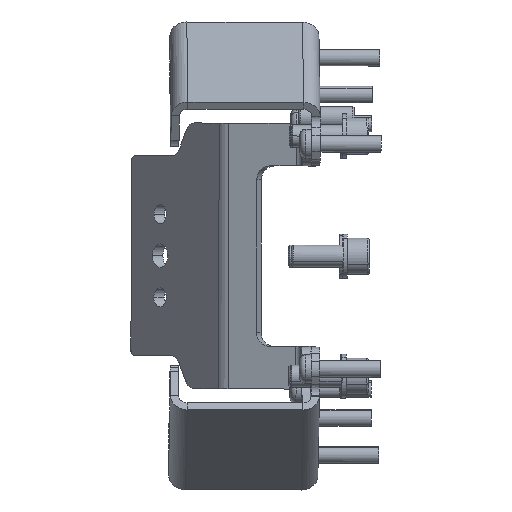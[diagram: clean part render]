
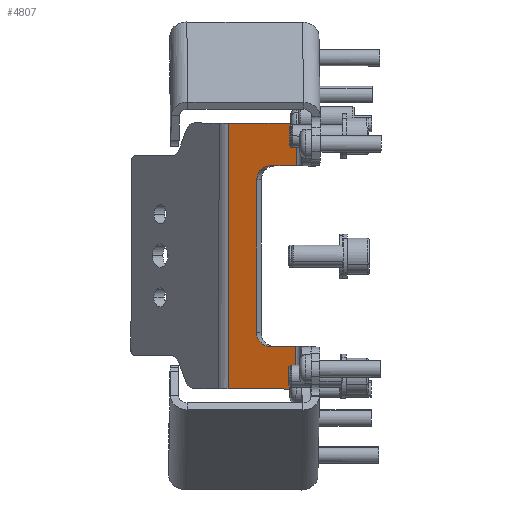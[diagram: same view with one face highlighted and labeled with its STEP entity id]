
A CAD part, front view. The second image highlights one B-rep face of the part: STEP entity #4807.
In plain terms, the highlighted planar face has unit normal (-0.331, -0.944, 0.001).
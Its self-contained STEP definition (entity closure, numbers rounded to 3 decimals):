
#12 = CARTESIAN_POINT ( 'NONE',  ( 1312.527, 82.514, 1782.268 ) ) ;
#222 = CARTESIAN_POINT ( 'NONE',  ( 1326.629, 77.548, 1761.832 ) ) ;
#583 = DIRECTION ( 'NONE',  ( 0.944, -0.331, -0.002 ) ) ;
#591 = CARTESIAN_POINT ( 'NONE',  ( 1302.285, 86.088, 1761.894 ) ) ;
#1097 = VERTEX_POINT ( 'NONE', #2829 ) ;
#1157 = AXIS2_PLACEMENT_3D ( 'NONE', #6356, #14522, #9715 ) ;
#1185 = DIRECTION ( 'NONE',  ( 0.944, -0.331, -0.002 ) ) ;
#1406 = DIRECTION ( 'NONE',  ( 0.003, 0., 1. ) ) ;
#1606 = FACE_OUTER_BOUND ( 'NONE', #1925, .T. ) ;
#1844 = CARTESIAN_POINT ( 'NONE',  ( 1317.245, 80.859, 1782.256 ) ) ;
#1925 = EDGE_LOOP ( 'NONE', ( #13750, #12208, #8173, #8844, #13629, #9694, #5977, #6955, #9822, #8884 ) ) ;
#2149 = VERTEX_POINT ( 'NONE', #222 ) ;
#2484 = LINE ( 'NONE', #8366, #10847 ) ;
#2690 = CIRCLE ( 'NONE', #1157, 5. ) ;
#2829 = CARTESIAN_POINT ( 'NONE',  ( 1302.531, 86.089, 1857.694 ) ) ;
#3025 = VERTEX_POINT ( 'NONE', #12413 ) ;
#3183 = CARTESIAN_POINT ( 'NONE',  ( 1326.668, 77.548, 1777.232 ) ) ;
#3212 = AXIS2_PLACEMENT_3D ( 'NONE', #3993, #11256, #14896 ) ;
#3426 = LINE ( 'NONE', #8190, #11502 ) ;
#3599 = VERTEX_POINT ( 'NONE', #6566 ) ;
#3706 = CARTESIAN_POINT ( 'NONE',  ( 1326.836, 77.549, 1842.231 ) ) ;
#3993 = CARTESIAN_POINT ( 'NONE',  ( 1328.567, 76.853, 1744.727 ) ) ;
#4424 = EDGE_CURVE ( 'NONE', #5707, #3025, #2690, .T. ) ;
#4482 = DIRECTION ( 'NONE',  ( 0.003, 0., 1. ) ) ;
#4733 = EDGE_CURVE ( 'NONE', #15485, #3599, #6035, .T. ) ;
#4807 = ADVANCED_FACE ( 'NONE', ( #1606 ), #7501, .F. ) ;
#4886 = EDGE_CURVE ( 'NONE', #15431, #14331, #9466, .T. ) ;
#5191 = CARTESIAN_POINT ( 'NONE',  ( 1328.611, 76.853, 1761.826 ) ) ;
#5368 = CARTESIAN_POINT ( 'NONE',  ( 1328.65, 76.853, 1777.226 ) ) ;
#5707 = VERTEX_POINT ( 'NONE', #10776 ) ;
#5769 = VECTOR ( 'NONE', #6536, 1000. ) ;
#5820 = LINE ( 'NONE', #11919, #11039 ) ;
#5977 = ORIENTED_EDGE ( 'NONE', *, *, #8127, .T. ) ;
#6035 = LINE ( 'NONE', #6109, #6215 ) ;
#6109 = CARTESIAN_POINT ( 'NONE',  ( 1326.585, 77.548, 1744.732 ) ) ;
#6215 = VECTOR ( 'NONE', #12197, 1000. ) ;
#6356 = CARTESIAN_POINT ( 'NONE',  ( 1317.387, 80.859, 1837.256 ) ) ;
#6471 = VECTOR ( 'NONE', #4482, 1000. ) ;
#6536 = DIRECTION ( 'NONE',  ( -0.944, 0.331, 0.002 ) ) ;
#6566 = CARTESIAN_POINT ( 'NONE',  ( 1326.875, 77.549, 1857.631 ) ) ;
#6955 = ORIENTED_EDGE ( 'NONE', *, *, #4424, .T. ) ;
#7069 = EDGE_CURVE ( 'NONE', #12483, #1097, #8620, .T. ) ;
#7157 = DIRECTION ( 'NONE',  ( 0.944, -0.331, -0.002 ) ) ;
#7501 = PLANE ( 'NONE',  #3212 ) ;
#8127 = EDGE_CURVE ( 'NONE', #14331, #5707, #9162, .T. ) ;
#8173 = ORIENTED_EDGE ( 'NONE', *, *, #8752, .T. ) ;
#8190 = CARTESIAN_POINT ( 'NONE',  ( 1328.818, 76.854, 1842.226 ) ) ;
#8366 = CARTESIAN_POINT ( 'NONE',  ( 1326.585, 77.548, 1744.732 ) ) ;
#8620 = LINE ( 'NONE', #14698, #11208 ) ;
#8752 = EDGE_CURVE ( 'NONE', #12483, #2149, #11936, .T. ) ;
#8844 = ORIENTED_EDGE ( 'NONE', *, *, #12620, .T. ) ;
#8884 = ORIENTED_EDGE ( 'NONE', *, *, #4733, .T. ) ;
#9162 = LINE ( 'NONE', #10276, #6471 ) ;
#9186 = EDGE_CURVE ( 'NONE', #3025, #15485, #3426, .T. ) ;
#9391 = EDGE_CURVE ( 'NONE', #14296, #15431, #11303, .T. ) ;
#9466 = CIRCLE ( 'NONE', #11463, 5. ) ;
#9694 = ORIENTED_EDGE ( 'NONE', *, *, #4886, .T. ) ;
#9715 = DIRECTION ( 'NONE',  ( 0.944, -0.331, -0.002 ) ) ;
#9822 = ORIENTED_EDGE ( 'NONE', *, *, #9186, .T. ) ;
#10276 = CARTESIAN_POINT ( 'NONE',  ( 1312.43, 82.513, 1744.768 ) ) ;
#10654 = DIRECTION ( 'NONE',  ( 0.003, 0., 1. ) ) ;
#10776 = CARTESIAN_POINT ( 'NONE',  ( 1312.668, 82.514, 1837.268 ) ) ;
#10847 = VECTOR ( 'NONE', #10654, 1000. ) ;
#11039 = VECTOR ( 'NONE', #14223, 1000. ) ;
#11104 = DIRECTION ( 'NONE',  ( 0.331, 0.944, -0.001 ) ) ;
#11208 = VECTOR ( 'NONE', #1406, 1000. ) ;
#11256 = DIRECTION ( 'NONE',  ( 0.331, 0.944, -0.001 ) ) ;
#11303 = LINE ( 'NONE', #5368, #5769 ) ;
#11463 = AXIS2_PLACEMENT_3D ( 'NONE', #1844, #11104, #583 ) ;
#11502 = VECTOR ( 'NONE', #7157, 1000. ) ;
#11919 = CARTESIAN_POINT ( 'NONE',  ( 1328.858, 76.854, 1857.626 ) ) ;
#11936 = LINE ( 'NONE', #5191, #12477 ) ;
#12197 = DIRECTION ( 'NONE',  ( 0.003, 0., 1. ) ) ;
#12208 = ORIENTED_EDGE ( 'NONE', *, *, #7069, .F. ) ;
#12413 = CARTESIAN_POINT ( 'NONE',  ( 1317.399, 80.859, 1842.256 ) ) ;
#12477 = VECTOR ( 'NONE', #1185, 1000. ) ;
#12483 = VERTEX_POINT ( 'NONE', #591 ) ;
#12620 = EDGE_CURVE ( 'NONE', #2149, #14296, #2484, .T. ) ;
#13602 = EDGE_CURVE ( 'NONE', #3599, #1097, #5820, .T. ) ;
#13629 = ORIENTED_EDGE ( 'NONE', *, *, #9391, .T. ) ;
#13750 = ORIENTED_EDGE ( 'NONE', *, *, #13602, .T. ) ;
#13996 = CARTESIAN_POINT ( 'NONE',  ( 1317.232, 80.859, 1777.256 ) ) ;
#14223 = DIRECTION ( 'NONE',  ( -0.944, 0.331, 0.002 ) ) ;
#14296 = VERTEX_POINT ( 'NONE', #3183 ) ;
#14331 = VERTEX_POINT ( 'NONE', #12 ) ;
#14522 = DIRECTION ( 'NONE',  ( 0.331, 0.944, -0.001 ) ) ;
#14698 = CARTESIAN_POINT ( 'NONE',  ( 1302.241, 86.088, 1744.794 ) ) ;
#14896 = DIRECTION ( 'NONE',  ( 0.944, -0.331, -0.002 ) ) ;
#15431 = VERTEX_POINT ( 'NONE', #13996 ) ;
#15485 = VERTEX_POINT ( 'NONE', #3706 ) ;
